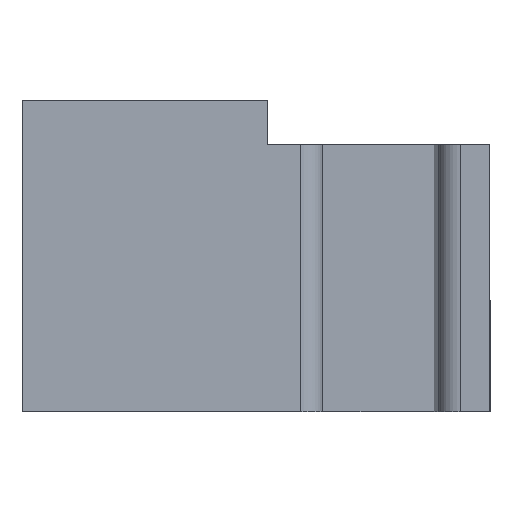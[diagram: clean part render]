
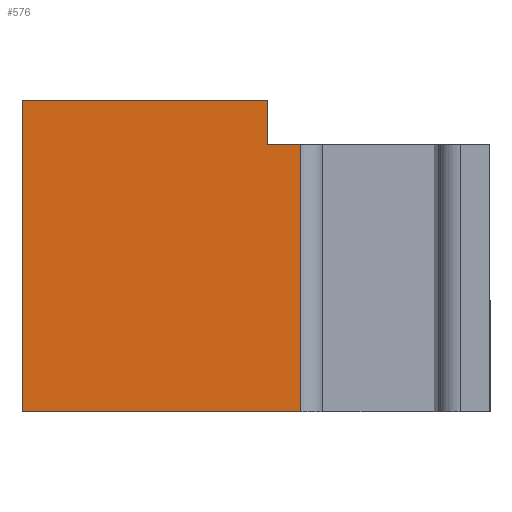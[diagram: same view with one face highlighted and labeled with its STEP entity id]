
A CAD part, left-side view. The second image highlights one B-rep face of the part: STEP entity #576.
In plain terms, the highlighted planar face has unit normal (-1, 0, 0).
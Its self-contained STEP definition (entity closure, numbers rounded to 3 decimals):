
#5 = VERTEX_POINT ( 'NONE', #103 ) ;
#7 = DIRECTION ( 'NONE',  ( 0., -1., 0. ) ) ;
#22 = CARTESIAN_POINT ( 'NONE',  ( -24., 1., 2.5 ) ) ;
#43 = ORIENTED_EDGE ( 'NONE', *, *, #194, .T. ) ;
#45 = EDGE_CURVE ( 'NONE', #884, #349, #328, .T. ) ;
#61 = CARTESIAN_POINT ( 'NONE',  ( -24., -0.5, 4.5 ) ) ;
#103 = CARTESIAN_POINT ( 'NONE',  ( -24., 12., 4.5 ) ) ;
#115 = ORIENTED_EDGE ( 'NONE', *, *, #45, .F. ) ;
#136 = CARTESIAN_POINT ( 'NONE',  ( -24., -0.5, 2.5 ) ) ;
#194 = EDGE_CURVE ( 'NONE', #5, #926, #837, .T. ) ;
#206 = LINE ( 'NONE', #61, #728 ) ;
#207 = CARTESIAN_POINT ( 'NONE',  ( -24., 1., 2.5 ) ) ;
#228 = ORIENTED_EDGE ( 'NONE', *, *, #710, .F. ) ;
#264 = CARTESIAN_POINT ( 'NONE',  ( -24., 0., -9.5 ) ) ;
#276 = DIRECTION ( 'NONE',  ( 0., 0., -1. ) ) ;
#280 = DIRECTION ( 'NONE',  ( 0., 0., 1. ) ) ;
#286 = DIRECTION ( 'NONE',  ( 0., 0., 1. ) ) ;
#292 = VECTOR ( 'NONE', #325, 1000. ) ;
#315 = ORIENTED_EDGE ( 'NONE', *, *, #346, .T. ) ;
#325 = DIRECTION ( 'NONE',  ( 0., -1., 0. ) ) ;
#328 = LINE ( 'NONE', #731, #571 ) ;
#334 = LINE ( 'NONE', #264, #292 ) ;
#336 = EDGE_LOOP ( 'NONE', ( #115, #315, #228, #43, #676, #711 ) ) ;
#337 = DIRECTION ( 'NONE',  ( 0., 0., -1. ) ) ;
#346 = EDGE_CURVE ( 'NONE', #884, #500, #708, .T. ) ;
#349 = VERTEX_POINT ( 'NONE', #136 ) ;
#354 = VECTOR ( 'NONE', #286, 1000. ) ;
#398 = VECTOR ( 'NONE', #7, 1000. ) ;
#481 = PLANE ( 'NONE',  #831 ) ;
#500 = VERTEX_POINT ( 'NONE', #588 ) ;
#507 = CARTESIAN_POINT ( 'NONE',  ( -24., 12., 4.5 ) ) ;
#554 = FACE_OUTER_BOUND ( 'NONE', #336, .T. ) ;
#556 = VECTOR ( 'NONE', #337, 1000. ) ;
#571 = VECTOR ( 'NONE', #674, 1000. ) ;
#576 = ADVANCED_FACE ( 'NONE', ( #554 ), #481, .F. ) ;
#588 = CARTESIAN_POINT ( 'NONE',  ( -24., 1., 4.5 ) ) ;
#606 = CARTESIAN_POINT ( 'NONE',  ( -24., 12., -9.5 ) ) ;
#620 = DIRECTION ( 'NONE',  ( 1., 0., 0. ) ) ;
#621 = EDGE_CURVE ( 'NONE', #836, #349, #206, .T. ) ;
#674 = DIRECTION ( 'NONE',  ( 0., -1., 0. ) ) ;
#676 = ORIENTED_EDGE ( 'NONE', *, *, #925, .T. ) ;
#697 = CARTESIAN_POINT ( 'NONE',  ( -24., 12., 9.5 ) ) ;
#708 = LINE ( 'NONE', #207, #354 ) ;
#710 = EDGE_CURVE ( 'NONE', #5, #500, #804, .T. ) ;
#711 = ORIENTED_EDGE ( 'NONE', *, *, #621, .T. ) ;
#728 = VECTOR ( 'NONE', #280, 1000. ) ;
#731 = CARTESIAN_POINT ( 'NONE',  ( -24., -9., 2.5 ) ) ;
#748 = CARTESIAN_POINT ( 'NONE',  ( -24., -0.5, -9.5 ) ) ;
#804 = LINE ( 'NONE', #507, #398 ) ;
#831 = AXIS2_PLACEMENT_3D ( 'NONE', #908, #620, #276 ) ;
#836 = VERTEX_POINT ( 'NONE', #748 ) ;
#837 = LINE ( 'NONE', #697, #556 ) ;
#884 = VERTEX_POINT ( 'NONE', #22 ) ;
#908 = CARTESIAN_POINT ( 'NONE',  ( -24., 0., 9.5 ) ) ;
#925 = EDGE_CURVE ( 'NONE', #926, #836, #334, .T. ) ;
#926 = VERTEX_POINT ( 'NONE', #606 ) ;
